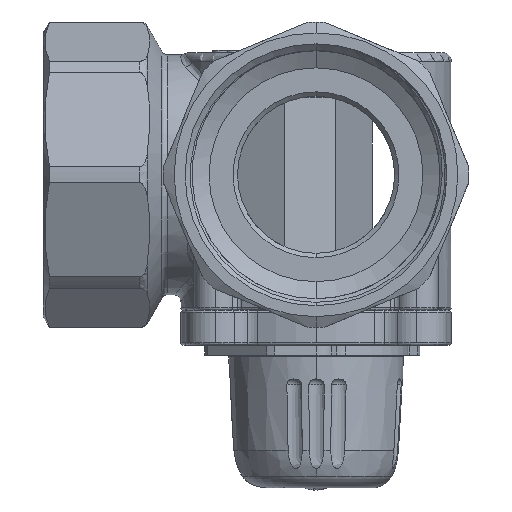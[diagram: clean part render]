
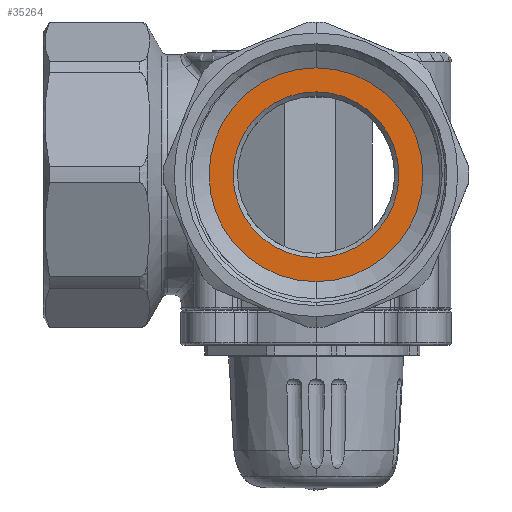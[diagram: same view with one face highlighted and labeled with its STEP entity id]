
A CAD part, left-side view. The second image highlights one B-rep face of the part: STEP entity #35264.
In plain terms, the highlighted planar face has unit normal (-1, 0, 0).
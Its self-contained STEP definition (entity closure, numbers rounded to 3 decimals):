
#4175 = CIRCLE ( 'NONE', #43172, 19. ) ;
#11069 = DIRECTION ( 'NONE',  ( 0., 0., -1. ) ) ;
#15589 = AXIS2_PLACEMENT_3D ( 'NONE', #55328, #76196, #84574 ) ;
#16824 = DIRECTION ( 'NONE',  ( 0., 0., -1. ) ) ;
#21327 = DIRECTION ( 'NONE',  ( 1., 0., 0. ) ) ;
#22203 = CARTESIAN_POINT ( 'NONE',  ( -30.5, 0., 31. ) ) ;
#22307 = ORIENTED_EDGE ( 'NONE', *, *, #53516, .T. ) ;
#28471 = ORIENTED_EDGE ( 'NONE', *, *, #59539, .F. ) ;
#30452 = DIRECTION ( 'NONE',  ( 1., 0., 0. ) ) ;
#30752 = CARTESIAN_POINT ( 'NONE',  ( -30.5, 0., 6.5 ) ) ;
#33417 = AXIS2_PLACEMENT_3D ( 'NONE', #44261, #78187, #16824 ) ;
#35264 = ADVANCED_FACE ( 'NONE', ( #49831, #71063 ), #72143, .F. ) ;
#36306 = AXIS2_PLACEMENT_3D ( 'NONE', #66871, #67466, #74331 ) ;
#36454 = VERTEX_POINT ( 'NONE', #46341 ) ;
#40159 = CARTESIAN_POINT ( 'NONE',  ( -30.5, 0., 50. ) ) ;
#43172 = AXIS2_PLACEMENT_3D ( 'NONE', #22203, #21327, #63250 ) ;
#44084 = VERTEX_POINT ( 'NONE', #80005 ) ;
#44261 = CARTESIAN_POINT ( 'NONE',  ( -30.5, 0., 31. ) ) ;
#46341 = CARTESIAN_POINT ( 'NONE',  ( -30.5, 0., 55.5 ) ) ;
#46694 = VERTEX_POINT ( 'NONE', #85250 ) ;
#49831 = FACE_BOUND ( 'NONE', #74880, .T. ) ;
#53516 = EDGE_CURVE ( 'NONE', #46694, #72689, #72651, .T. ) ;
#54343 = EDGE_LOOP ( 'NONE', ( #56912, #28471 ) ) ;
#55207 = EDGE_CURVE ( 'NONE', #72689, #46694, #4175, .T. ) ;
#55328 = CARTESIAN_POINT ( 'NONE',  ( -30.5, 0., 31. ) ) ;
#56912 = ORIENTED_EDGE ( 'NONE', *, *, #59699, .F. ) ;
#57101 = AXIS2_PLACEMENT_3D ( 'NONE', #30752, #30452, #11069 ) ;
#59539 = EDGE_CURVE ( 'NONE', #36454, #44084, #64611, .T. ) ;
#59699 = EDGE_CURVE ( 'NONE', #44084, #36454, #68822, .T. ) ;
#63250 = DIRECTION ( 'NONE',  ( 0., 0., -1. ) ) ;
#64611 = CIRCLE ( 'NONE', #36306, 24.5 ) ;
#66871 = CARTESIAN_POINT ( 'NONE',  ( -30.5, 0., 31. ) ) ;
#67466 = DIRECTION ( 'NONE',  ( 1., 0., 0. ) ) ;
#68822 = CIRCLE ( 'NONE', #33417, 24.5 ) ;
#71063 = FACE_OUTER_BOUND ( 'NONE', #54343, .T. ) ;
#72143 = PLANE ( 'NONE',  #57101 ) ;
#72651 = CIRCLE ( 'NONE', #15589, 19. ) ;
#72689 = VERTEX_POINT ( 'NONE', #40159 ) ;
#74331 = DIRECTION ( 'NONE',  ( 0., 0., -1. ) ) ;
#74880 = EDGE_LOOP ( 'NONE', ( #78072, #22307 ) ) ;
#76196 = DIRECTION ( 'NONE',  ( 1., 0., 0. ) ) ;
#78072 = ORIENTED_EDGE ( 'NONE', *, *, #55207, .T. ) ;
#78187 = DIRECTION ( 'NONE',  ( 1., 0., 0. ) ) ;
#80005 = CARTESIAN_POINT ( 'NONE',  ( -30.5, 0., 6.5 ) ) ;
#84574 = DIRECTION ( 'NONE',  ( 0., 0., -1. ) ) ;
#85250 = CARTESIAN_POINT ( 'NONE',  ( -30.5, 0., 12. ) ) ;
